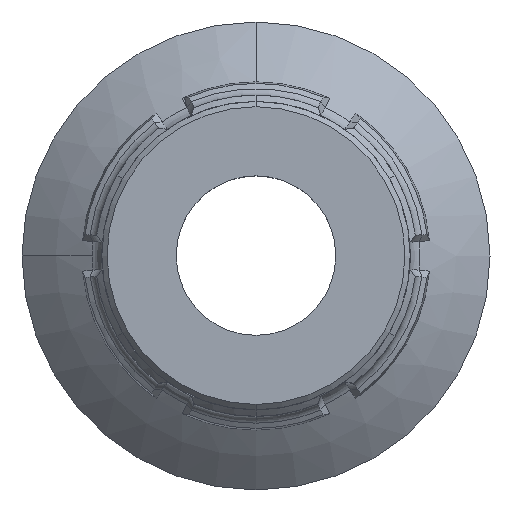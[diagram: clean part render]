
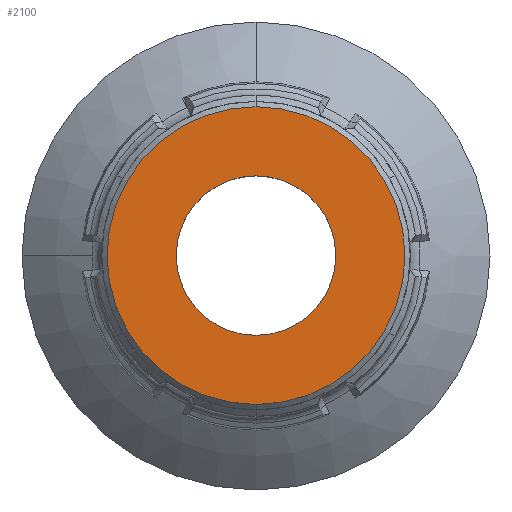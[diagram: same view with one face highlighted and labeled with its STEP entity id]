
A CAD part, top view. The second image highlights one B-rep face of the part: STEP entity #2100.
In plain terms, the highlighted planar face has unit normal (0, 0, 1).
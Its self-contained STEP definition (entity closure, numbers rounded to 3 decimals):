
#9 = CARTESIAN_POINT ( 'NONE',  ( 0., -3.75, 11. ) ) ;
#142 = DIRECTION ( 'NONE',  ( 0., 1., 0. ) ) ;
#152 = VERTEX_POINT ( 'NONE', #3250 ) ;
#165 = PLANE ( 'NONE',  #1579 ) ;
#369 = DIRECTION ( 'NONE',  ( 0., -1., 0. ) ) ;
#434 = DIRECTION ( 'NONE',  ( 0., 0., -1. ) ) ;
#474 = FACE_OUTER_BOUND ( 'NONE', #2955, .T. ) ;
#691 = EDGE_CURVE ( 'NONE', #1623, #152, #1751, .T. ) ;
#697 = CARTESIAN_POINT ( 'NONE',  ( 3.35, 0., 11. ) ) ;
#760 = EDGE_CURVE ( 'NONE', #152, #1623, #3651, .T. ) ;
#813 = DIRECTION ( 'NONE',  ( 0., 1., 0. ) ) ;
#816 = ORIENTED_EDGE ( 'NONE', *, *, #691, .T. ) ;
#921 = EDGE_CURVE ( 'NONE', #1897, #1498, #2171, .T. ) ;
#1086 = DIRECTION ( 'NONE',  ( 0., 0., -1. ) ) ;
#1325 = DIRECTION ( 'NONE',  ( 0., 0., 1. ) ) ;
#1377 = CARTESIAN_POINT ( 'NONE',  ( 0., 0., 11. ) ) ;
#1439 = ORIENTED_EDGE ( 'NONE', *, *, #1501, .T. ) ;
#1498 = VERTEX_POINT ( 'NONE', #9 ) ;
#1501 = EDGE_CURVE ( 'NONE', #1498, #1897, #1757, .T. ) ;
#1579 = AXIS2_PLACEMENT_3D ( 'NONE', #697, #1325, #1857 ) ;
#1593 = FACE_BOUND ( 'NONE', #3306, .T. ) ;
#1623 = VERTEX_POINT ( 'NONE', #2208 ) ;
#1751 = CIRCLE ( 'NONE', #3002, 7. ) ;
#1757 = CIRCLE ( 'NONE', #3062, 3.75 ) ;
#1798 = CARTESIAN_POINT ( 'NONE',  ( 0., 0., 11. ) ) ;
#1857 = DIRECTION ( 'NONE',  ( 0., -1., 0. ) ) ;
#1858 = ORIENTED_EDGE ( 'NONE', *, *, #921, .T. ) ;
#1897 = VERTEX_POINT ( 'NONE', #3208 ) ;
#2014 = CARTESIAN_POINT ( 'NONE',  ( 0., 0., 11. ) ) ;
#2048 = CARTESIAN_POINT ( 'NONE',  ( 0., 0., 11. ) ) ;
#2100 = ADVANCED_FACE ( 'NONE', ( #1593, #474 ), #165, .T. ) ;
#2171 = CIRCLE ( 'NONE', #2579, 3.75 ) ;
#2208 = CARTESIAN_POINT ( 'NONE',  ( 0., -7., 11. ) ) ;
#2254 = DIRECTION ( 'NONE',  ( 0., 0., 1. ) ) ;
#2579 = AXIS2_PLACEMENT_3D ( 'NONE', #1798, #434, #142 ) ;
#2731 = ORIENTED_EDGE ( 'NONE', *, *, #760, .T. ) ;
#2860 = DIRECTION ( 'NONE',  ( 0., -1., 0. ) ) ;
#2955 = EDGE_LOOP ( 'NONE', ( #2731, #816 ) ) ;
#3002 = AXIS2_PLACEMENT_3D ( 'NONE', #2014, #2254, #2860 ) ;
#3062 = AXIS2_PLACEMENT_3D ( 'NONE', #1377, #1086, #813 ) ;
#3183 = DIRECTION ( 'NONE',  ( 0., 0., 1. ) ) ;
#3208 = CARTESIAN_POINT ( 'NONE',  ( 0., 3.75, 11. ) ) ;
#3250 = CARTESIAN_POINT ( 'NONE',  ( 0., 7., 11. ) ) ;
#3306 = EDGE_LOOP ( 'NONE', ( #1858, #1439 ) ) ;
#3542 = AXIS2_PLACEMENT_3D ( 'NONE', #2048, #3183, #369 ) ;
#3651 = CIRCLE ( 'NONE', #3542, 7. ) ;
